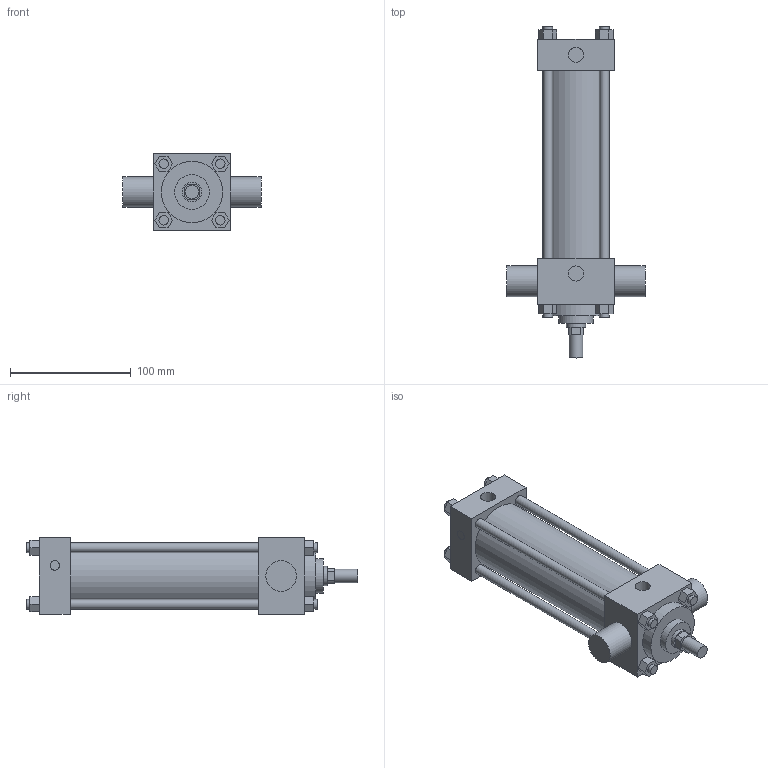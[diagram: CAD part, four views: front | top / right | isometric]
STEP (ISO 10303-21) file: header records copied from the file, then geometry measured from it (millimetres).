
FILE_DESCRIPTION((' Parasolid data model '),'2;1');
FILE_NAME('GSSL','1999-12-15T14:50:56+00:00',(' GSSL '),(' GSSL Pune '),'','GSSL Pune','Author');
FILE_SCHEMA(('CONFIG_CONTROL_DESIGN'));
Length unit declared in the file: millimetre
Bounding box: 114.3 x 274.64 x 63.5 mm (x, y, z)
Surface area: 81217.8 mm2 (no closed solid volume)
Topology: 0 solids, 9 shells, 122 faces, 317 edges, 228 vertices
Faces by surface type: plane 93, cylinder 29
Full cylindrical faces by diameter (mm): 7.938 x16, 11.113 x1, 12.487 x2, 15.875 x1, 25.4 x2, 28.575 x1, 50.8 x1, 55.626 x1
Entity records: 3984 total; most frequent: CARTESIAN_POINT 712, DIRECTION 628, ORIENTED_EDGE 537, EDGE_CURVE 330, LINE 272, VECTOR 272, VERTEX_POINT 262, EDGE_LOOP 198
